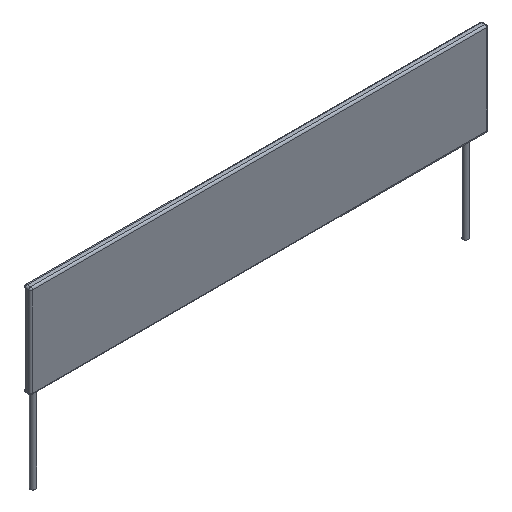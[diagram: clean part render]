
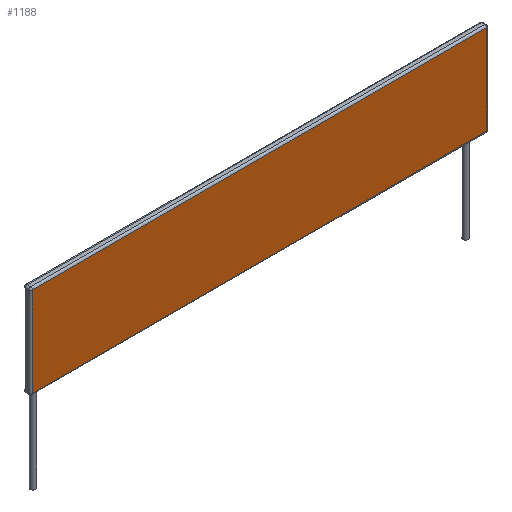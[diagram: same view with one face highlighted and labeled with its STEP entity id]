
A CAD part, isometric view. The second image highlights one B-rep face of the part: STEP entity #1188.
In plain terms, the highlighted planar face has unit normal (0, -1, 0).
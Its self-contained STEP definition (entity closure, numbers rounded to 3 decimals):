
#168=CARTESIAN_POINT('',(25.35,-1.15,18.2));
#169=VERTEX_POINT('',#168);
#284=CARTESIAN_POINT('',(-25.35,-1.15,18.2));
#285=VERTEX_POINT('',#284);
#310=CARTESIAN_POINT('',(25.35,-1.15,8.2));
#311=VERTEX_POINT('',#310);
#378=CARTESIAN_POINT('',(-25.35,-1.15,8.2));
#379=VERTEX_POINT('',#378);
#824=CARTESIAN_POINT('',(25.35,-1.15,8.2));
#825=DIRECTION('',(-1.0,0.0,0.0));
#826=VECTOR('',#825,50.7);
#827=LINE('',#824,#826);
#828=EDGE_CURVE('',#311,#379,#827,.T.);
#846=CARTESIAN_POINT('',(-25.35,-1.15,8.2));
#847=DIRECTION('',(0.0,0.0,1.0));
#848=VECTOR('',#847,10.);
#849=LINE('',#846,#848);
#850=EDGE_CURVE('',#379,#285,#849,.T.);
#949=CARTESIAN_POINT('',(25.35,-1.15,18.2));
#950=DIRECTION('',(0.0,0.0,-1.0));
#951=VECTOR('',#950,10.);
#952=LINE('',#949,#951);
#953=EDGE_CURVE('',#169,#311,#952,.T.);
#971=CARTESIAN_POINT('',(-25.35,-1.15,18.2));
#972=DIRECTION('',(1.0,0.0,0.0));
#973=VECTOR('',#972,50.7);
#974=LINE('',#971,#973);
#975=EDGE_CURVE('',#285,#169,#974,.T.);
#1177=CARTESIAN_POINT('',(25.55,-1.15,8.));
#1178=DIRECTION('',(0.0,-1.0,0.0));
#1179=DIRECTION('',(0.0,0.0,-1.0));
#1180=AXIS2_PLACEMENT_3D('',#1177,#1178,#1179);
#1181=PLANE('',#1180);
#1182=ORIENTED_EDGE('',*,*,#828,.F.);
#1183=ORIENTED_EDGE('',*,*,#953,.F.);
#1184=ORIENTED_EDGE('',*,*,#975,.F.);
#1185=ORIENTED_EDGE('',*,*,#850,.F.);
#1186=EDGE_LOOP('',(#1182,#1183,#1184,#1185));
#1187=FACE_OUTER_BOUND('',#1186,.T.);
#1188=ADVANCED_FACE('',(#1187),#1181,.T.);
